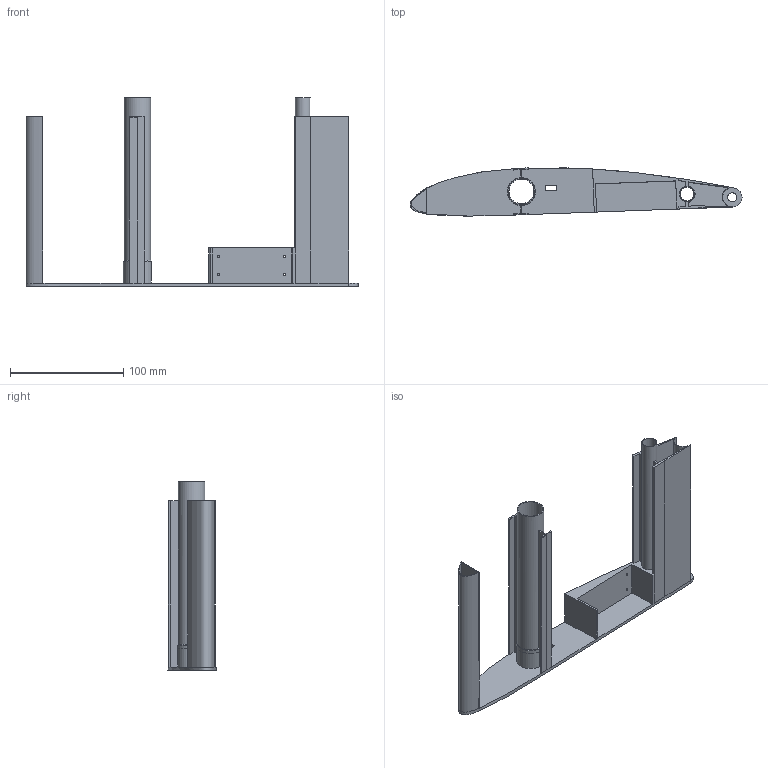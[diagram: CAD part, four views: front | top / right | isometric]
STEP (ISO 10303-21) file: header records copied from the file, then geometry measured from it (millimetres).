
FILE_DESCRIPTION(/* description */ (''),/* implementation_level */ '2;1');
FILE_NAME(/* name */ 'Wing_L_08_Aileron_ServoBay.step',/* time_stamp */ '2026-02-09T02:39:10+03:30',/* author */ (''),/* organization */ (''),/* preprocessor_version */ 'ST-DEVELOPER v20.1',/* originating_system */ 'Autodesk Translation Framework v14.21.0.0',/* authorisation */ '');
FILE_SCHEMA (('AUTOMOTIVE_DESIGN { 1 0 10303 214 3 1 1 }'));
Length unit declared in the file: millimetre
Products named in the file (1): 2025-09-13-16-17-17-192
Bounding box: 293.52 x 42.56 x 167 mm (x, y, z)
Volume: 102496.5 mm3; surface area: 128719.9 mm2
Topology: 1 solids, 1 shells, 90 faces, 242 edges, 157 vertices
Faces by surface type: plane 48, bspline 20, cylinder 17, cone 5
Full cylindrical faces by diameter (mm): 2 x4, 8.2 x1, 12 x1, 13.3 x1, 13.6 x1, 22 x1, 23.5 x1, 23.8 x1
Entity records: 8608 total; most frequent: CARTESIAN_POINT 6499, ORIENTED_EDGE 484, DIRECTION 366, EDGE_CURVE 242, VERTEX_POINT 157, LINE 144, VECTOR 144, AXIS2_PLACEMENT_3D 111
